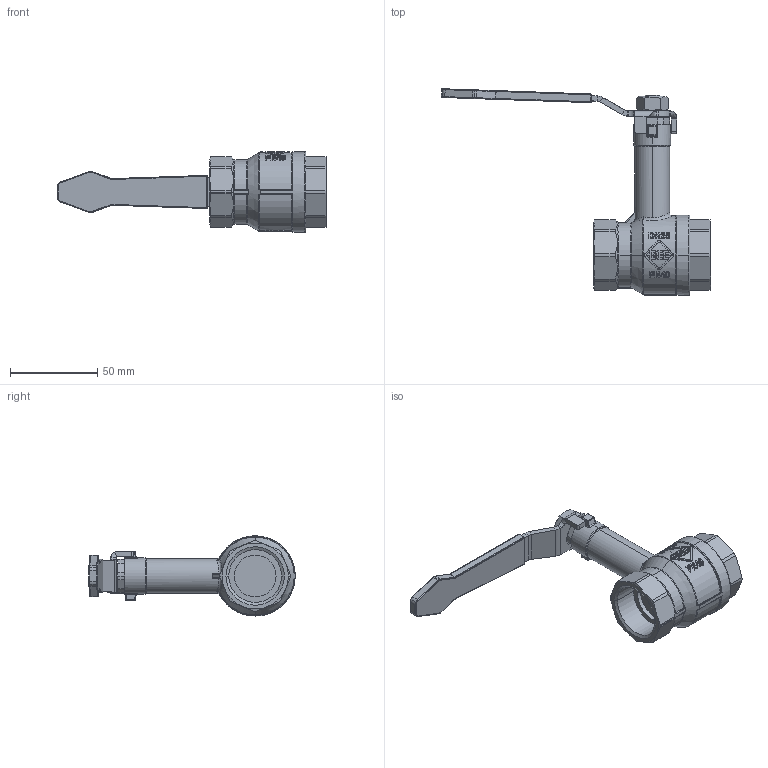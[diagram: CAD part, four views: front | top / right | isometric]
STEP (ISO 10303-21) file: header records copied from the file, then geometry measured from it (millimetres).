
FILE_DESCRIPTION(('STEP AP214'),'1');
FILE_NAME('valve_996-1.stp','2018-03-05T07:30:20',('TraceParts'),('TraceParts S.A.'),'Spatial InterOp 3D',' ',' ');
FILE_SCHEMA(('automotive_design'));
Length unit declared in the file: millimetre
Products named in the file (1): valve_996-1
Bounding box: 154.52 x 118.52 x 46 mm (x, y, z)
Volume: 99853.4 mm3; surface area: 26563.9 mm2
Topology: 1 solids, 1 shells, 1148 faces, 3038 edges, 1971 vertices
Faces by surface type: plane 492, bspline 283, cylinder 262, cone 63, torus 32, sphere 16
Entity records: 49853 total; most frequent: CARTESIAN_POINT 14022, ORIENTED_EDGE 6072, DIRECTION 4704, EDGE_CURVE 3036, VERTEX_POINT 1971, AXIS2_PLACEMENT_3D 1568, LINE 1568, VECTOR 1568
